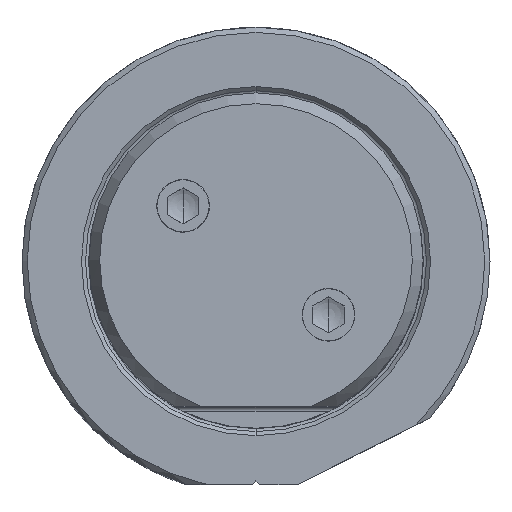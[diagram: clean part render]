
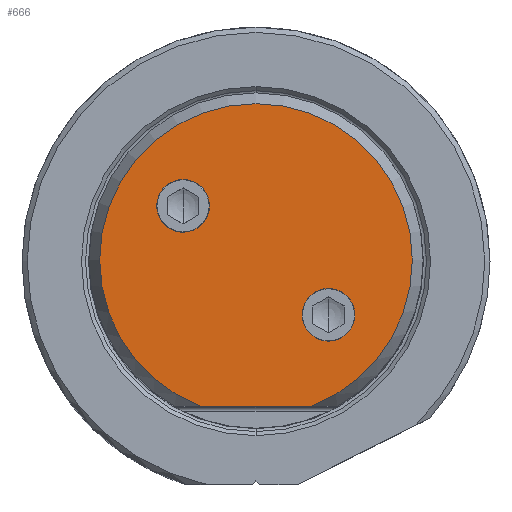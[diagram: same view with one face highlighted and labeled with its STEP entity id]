
A CAD part, top view. The second image highlights one B-rep face of the part: STEP entity #666.
In plain terms, the highlighted planar face has unit normal (0, 0, 1).
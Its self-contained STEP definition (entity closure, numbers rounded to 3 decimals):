
#124=PLANE('',#5761);
#666=ADVANCED_FACE('',(#918,#919,#920),#124,.T.);
#918=FACE_BOUND('',#1092,.T.);
#919=FACE_BOUND('',#1093,.T.);
#920=FACE_BOUND('',#1094,.T.);
#1092=EDGE_LOOP('',(#3110,#3111,#3112,#3113));
#1093=EDGE_LOOP('',(#3114,#3115,#3116,#3117));
#1094=EDGE_LOOP('',(#3118,#3119,#3120,#3121));
#1249=ELLIPSE('',#5754,2.004,2.);
#1250=ELLIPSE('',#5757,2.004,2.);
#1437=LINE('',#10989,#1741);
#1741=VECTOR('',#6898,1.);
#2002=CIRCLE('',#5749,14.847);
#2003=CIRCLE('',#5750,14.847);
#2004=CIRCLE('',#5751,14.847);
#2005=CIRCLE('',#5753,2.5);
#2006=CIRCLE('',#5755,2.5);
#2007=CIRCLE('',#5756,2.5);
#2008=CIRCLE('',#5758,2.5);
#2009=CIRCLE('',#5759,2.5);
#2010=CIRCLE('',#5760,2.5);
#3110=ORIENTED_EDGE('',*,*,#4805,.T.);
#3111=ORIENTED_EDGE('',*,*,#4804,.T.);
#3112=ORIENTED_EDGE('',*,*,#4801,.T.);
#3113=ORIENTED_EDGE('',*,*,#4806,.T.);
#3114=ORIENTED_EDGE('',*,*,#4807,.T.);
#3115=ORIENTED_EDGE('',*,*,#4808,.F.);
#3116=ORIENTED_EDGE('',*,*,#4809,.T.);
#3117=ORIENTED_EDGE('',*,*,#4810,.T.);
#3118=ORIENTED_EDGE('',*,*,#4811,.F.);
#3119=ORIENTED_EDGE('',*,*,#4812,.T.);
#3120=ORIENTED_EDGE('',*,*,#4813,.T.);
#3121=ORIENTED_EDGE('',*,*,#4814,.T.);
#4112=VERTEX_POINT('',#10990);
#4113=VERTEX_POINT('',#10991);
#4114=VERTEX_POINT('',#11002);
#4115=VERTEX_POINT('',#11004);
#4116=VERTEX_POINT('',#11008);
#4117=VERTEX_POINT('',#11009);
#4118=VERTEX_POINT('',#11011);
#4119=VERTEX_POINT('',#11013);
#4120=VERTEX_POINT('',#11016);
#4121=VERTEX_POINT('',#11017);
#4122=VERTEX_POINT('',#11019);
#4123=VERTEX_POINT('',#11021);
#4801=EDGE_CURVE('',#4112,#4113,#1437,.T.);
#4804=EDGE_CURVE('',#4114,#4112,#2002,.T.);
#4805=EDGE_CURVE('',#4115,#4114,#2003,.T.);
#4806=EDGE_CURVE('',#4113,#4115,#2004,.T.);
#4807=EDGE_CURVE('',#4116,#4117,#2005,.T.);
#4808=EDGE_CURVE('',#4118,#4117,#1249,.T.);
#4809=EDGE_CURVE('',#4118,#4119,#2006,.T.);
#4810=EDGE_CURVE('',#4119,#4116,#2007,.T.);
#4811=EDGE_CURVE('',#4120,#4121,#1250,.T.);
#4812=EDGE_CURVE('',#4120,#4122,#2008,.T.);
#4813=EDGE_CURVE('',#4122,#4123,#2009,.T.);
#4814=EDGE_CURVE('',#4123,#4121,#2010,.T.);
#5749=AXIS2_PLACEMENT_3D('',#11001,#6901,#6902);
#5750=AXIS2_PLACEMENT_3D('',#11003,#6903,#6904);
#5751=AXIS2_PLACEMENT_3D('',#11005,#6905,#6906);
#5753=AXIS2_PLACEMENT_3D('',#11007,#6909,#6910);
#5754=AXIS2_PLACEMENT_3D('',#11010,#6911,#6912);
#5755=AXIS2_PLACEMENT_3D('',#11012,#6913,#6914);
#5756=AXIS2_PLACEMENT_3D('',#11014,#6915,#6916);
#5757=AXIS2_PLACEMENT_3D('',#11015,#6917,#6918);
#5758=AXIS2_PLACEMENT_3D('',#11018,#6919,#6920);
#5759=AXIS2_PLACEMENT_3D('',#11020,#6921,#6922);
#5760=AXIS2_PLACEMENT_3D('',#11022,#6923,#6924);
#5761=AXIS2_PLACEMENT_3D('',#11023,#6925,#6926);
#6898=DIRECTION('',(1.,0.,0.));
#6901=DIRECTION('',(0.,0.,1.));
#6902=DIRECTION('',(-1.,0.,0.));
#6903=DIRECTION('',(0.,0.,1.));
#6904=DIRECTION('',(1.,0.,0.));
#6905=DIRECTION('',(0.,0.,1.));
#6906=DIRECTION('',(0.356,-0.935,0.));
#6909=DIRECTION('',(0.,0.,-1.));
#6910=DIRECTION('',(1.,0.,0.));
#6911=DIRECTION('',(0.,0.,1.));
#6912=DIRECTION('',(0.755,0.656,0.));
#6913=DIRECTION('',(0.,0.,-1.));
#6914=DIRECTION('',(-0.973,-0.231,0.));
#6915=DIRECTION('',(0.,0.,-1.));
#6916=DIRECTION('',(-1.,0.,0.));
#6917=DIRECTION('',(0.,0.,1.));
#6918=DIRECTION('',(-0.76,-0.649,0.));
#6919=DIRECTION('',(0.,0.,-1.));
#6920=DIRECTION('',(0.975,0.223,0.));
#6921=DIRECTION('',(0.,0.,-1.));
#6922=DIRECTION('',(1.,0.,0.));
#6923=DIRECTION('',(0.,0.,-1.));
#6924=DIRECTION('',(-1.,0.,0.));
#6925=DIRECTION('',(0.,0.,1.));
#6926=DIRECTION('',(1.,0.,0.));
#10989=CARTESIAN_POINT('',(-5.284,-13.875,60.33));
#10990=CARTESIAN_POINT('',(-5.284,-13.875,60.33));
#10991=CARTESIAN_POINT('',(5.284,-13.875,60.33));
#11001=CARTESIAN_POINT('',(0.,0.,60.33));
#11002=CARTESIAN_POINT('',(-14.847,0.,60.33));
#11003=CARTESIAN_POINT('',(0.,0.,60.33));
#11004=CARTESIAN_POINT('',(14.847,0.,60.33));
#11005=CARTESIAN_POINT('',(0.,0.,60.33));
#11007=CARTESIAN_POINT('',(-6.928,5.145,60.33));
#11008=CARTESIAN_POINT('',(-4.428,5.145,60.33));
#11009=CARTESIAN_POINT('',(-9.181,4.062,60.33));
#11010=CARTESIAN_POINT('',(-7.4,4.981,60.33));
#11011=CARTESIAN_POINT('',(-9.36,4.567,60.33));
#11012=CARTESIAN_POINT('',(-6.928,5.145,60.33));
#11013=CARTESIAN_POINT('',(-9.428,5.145,60.33));
#11014=CARTESIAN_POINT('',(-6.928,5.145,60.33));
#11015=CARTESIAN_POINT('',(7.356,-5.045,60.33));
#11016=CARTESIAN_POINT('',(9.32,-4.648,60.33));
#11017=CARTESIAN_POINT('',(9.145,-4.142,60.33));
#11018=CARTESIAN_POINT('',(6.882,-5.205,60.33));
#11019=CARTESIAN_POINT('',(9.382,-5.205,60.33));
#11020=CARTESIAN_POINT('',(6.882,-5.205,60.33));
#11021=CARTESIAN_POINT('',(4.382,-5.205,60.33));
#11022=CARTESIAN_POINT('',(6.882,-5.205,60.33));
#11023=CARTESIAN_POINT('',(0.,0.486,60.33));
